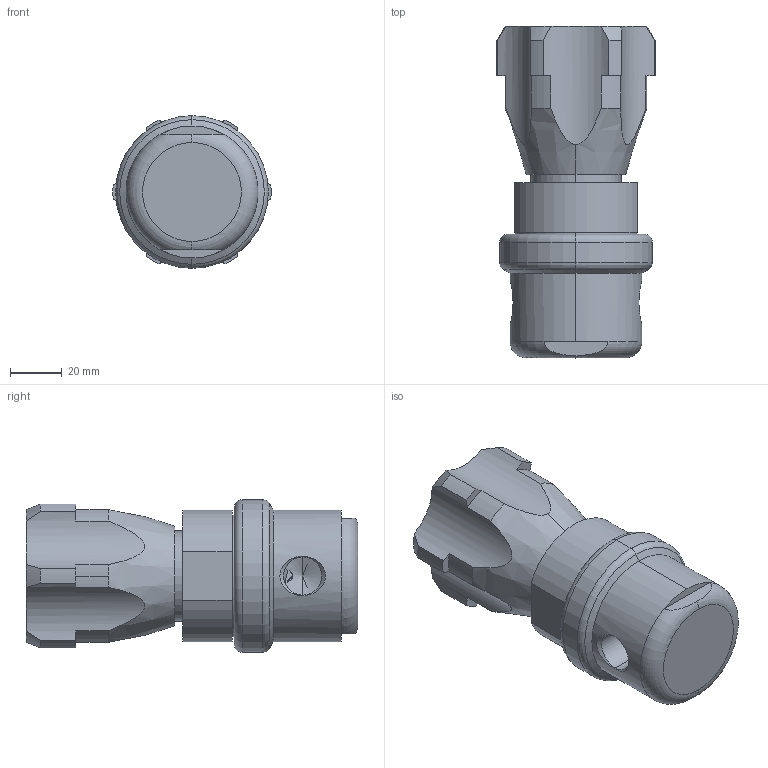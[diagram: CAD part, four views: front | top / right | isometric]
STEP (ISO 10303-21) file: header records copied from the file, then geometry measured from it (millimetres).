
FILE_DESCRIPTION (( 'STEP AP203' ), '1' );
FILE_NAME ('JR-038-6L-BA-ST.STEP', '2017-09-14T14:47:37', ( '' ), ( '' ), 'SwSTEP 2.0', 'SolidWorks 2014', '' );
FILE_SCHEMA (( 'CONFIG_CONTROL_DESIGN' ));
Length unit declared in the file: inch
Products named in the file (1): JR-038-6L-BA-ST
Bounding box: 60.95 x 127.76 x 58.75 mm (x, y, z)
Volume: 246856.3 mm3; surface area: 29007 mm2
Topology: 1 solids, 1 shells, 81 faces, 203 edges, 128 vertices
Faces by surface type: cylinder 37, cone 19, plane 19, torus 6
Full cylindrical faces by diameter (mm): 6.35 x1
Entity records: 3122 total; most frequent: CARTESIAN_POINT 1070, DIRECTION 439, ORIENTED_EDGE 406, EDGE_CURVE 203, AXIS2_PLACEMENT_3D 187, VERTEX_POINT 130, CIRCLE 105, EDGE_LOOP 87
